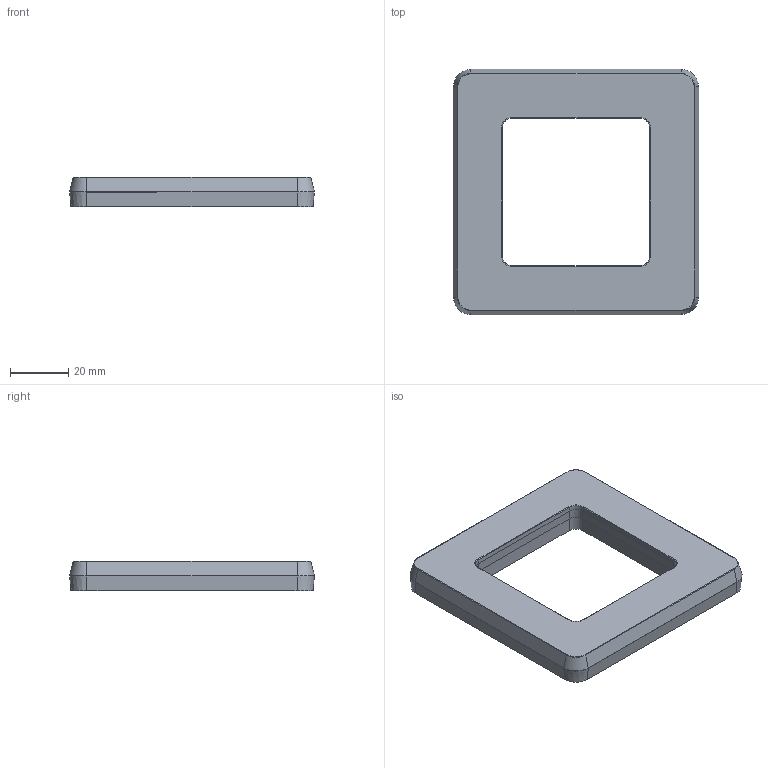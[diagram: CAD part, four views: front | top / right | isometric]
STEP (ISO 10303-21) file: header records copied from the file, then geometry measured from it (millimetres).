
FILE_DESCRIPTION (( 'STEP AP203' ), '1' );
FILE_NAME ('ðàìêà 1ìåñòíàÿ .STEP', '2025-05-27T11:31:23', ( '' ), ( '' ), 'SwSTEP 2.0', 'SolidWorks 2022', '' );
FILE_SCHEMA (( 'CONFIG_CONTROL_DESIGN' ));
Length unit declared in the file: millimetre
Products named in the file (1): рамка 1местная 
Bounding box: 84 x 84 x 10 mm (x, y, z)
Volume: 43083.2 mm3; surface area: 14319.6 mm2
Topology: 1 solids, 2 shells, 83 faces, 195 edges, 115 vertices
Faces by surface type: plane 29, cylinder 20, bspline 16, cone 14, torus 4
Entity records: 4072 total; most frequent: CARTESIAN_POINT 2182, ORIENTED_EDGE 390, DIRECTION 352, EDGE_CURVE 195, AXIS2_PLACEMENT_3D 126, VERTEX_POINT 115, VECTOR 100, LINE 100
